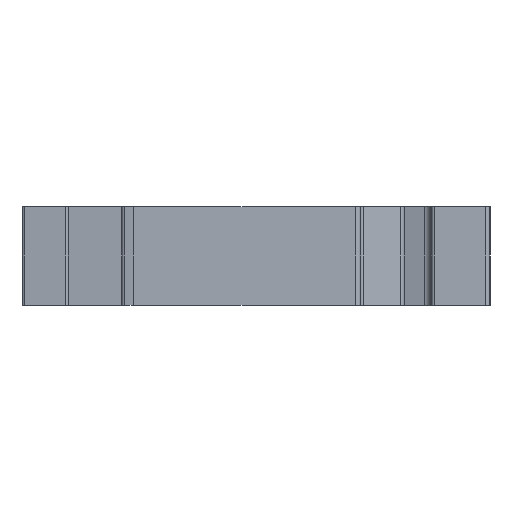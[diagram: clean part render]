
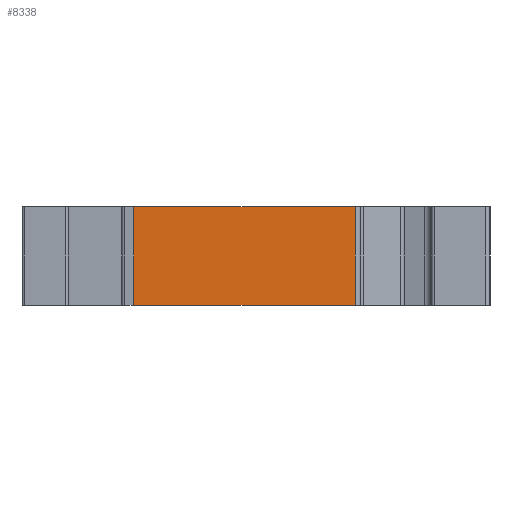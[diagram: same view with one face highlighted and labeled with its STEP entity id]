
A CAD part, left-side view. The second image highlights one B-rep face of the part: STEP entity #8338.
In plain terms, the highlighted planar face has unit normal (-1, 0, 0).
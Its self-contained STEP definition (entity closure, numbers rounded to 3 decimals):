
#1171=DIRECTION('',(0.,1.,0.));
#1172=VECTOR('',#1171,22.757);
#1173=CARTESIAN_POINT('',(-33.9,7.8,-5.25));
#1174=LINE('',#1173,#1172);
#1595=DIRECTION('',(0.,1.,0.));
#1596=VECTOR('',#1595,22.757);
#1597=CARTESIAN_POINT('',(-33.9,7.8,4.85));
#1598=LINE('',#1597,#1596);
#3025=DIRECTION('',(0.,0.,1.));
#3026=VECTOR('',#3025,10.1);
#3027=CARTESIAN_POINT('',(-33.9,7.8,-5.25));
#3028=LINE('',#3027,#3026);
#3029=DIRECTION('',(0.,0.,1.));
#3030=VECTOR('',#3029,10.1);
#3031=CARTESIAN_POINT('',(-33.9,30.557,-5.25));
#3032=LINE('',#3031,#3030);
#3647=CARTESIAN_POINT('',(-33.9,7.8,4.85));
#3649=VERTEX_POINT('',#3647);
#3653=CARTESIAN_POINT('',(-33.9,7.8,-5.25));
#3654=VERTEX_POINT('',#3653);
#3737=CARTESIAN_POINT('',(-33.9,30.557,4.85));
#3738=VERTEX_POINT('',#3737);
#3739=CARTESIAN_POINT('',(-33.9,30.557,-5.25));
#3740=VERTEX_POINT('',#3739);
#8325=CARTESIAN_POINT('',(-33.9,-6.,-6.26));
#8326=DIRECTION('',(1.,0.,0.));
#8327=DIRECTION('',(0.,1.,0.));
#8328=AXIS2_PLACEMENT_3D('',#8325,#8326,#8327);
#8329=PLANE('',#8328);
#8331=ORIENTED_EDGE('',*,*,#8330,.F.);
#8332=ORIENTED_EDGE('',*,*,#5470,.T.);
#8334=ORIENTED_EDGE('',*,*,#8333,.T.);
#8335=ORIENTED_EDGE('',*,*,#5725,.F.);
#8336=EDGE_LOOP('',(#8331,#8332,#8334,#8335));
#8337=FACE_OUTER_BOUND('',#8336,.F.);
#8338=ADVANCED_FACE('',(#8337),#8329,.F.);
#5470=EDGE_CURVE('',#3654,#3740,#1174,.T.);
#5725=EDGE_CURVE('',#3649,#3738,#1598,.T.);
#8330=EDGE_CURVE('',#3654,#3649,#3028,.T.);
#8333=EDGE_CURVE('',#3740,#3738,#3032,.T.);
